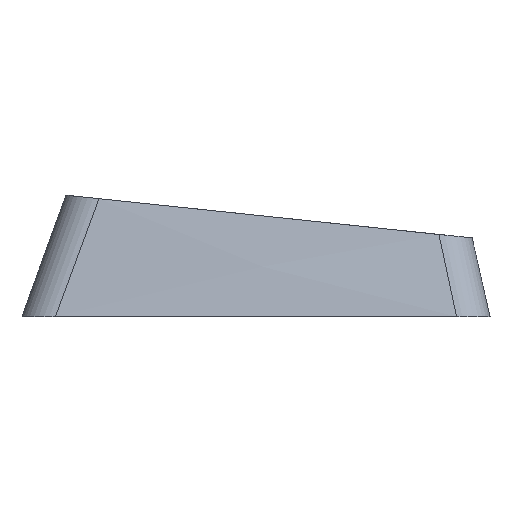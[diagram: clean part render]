
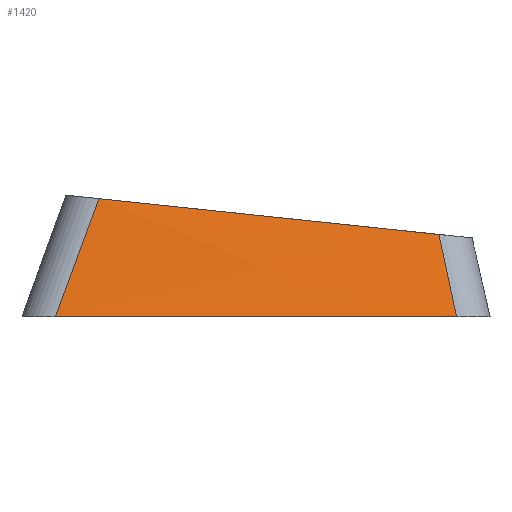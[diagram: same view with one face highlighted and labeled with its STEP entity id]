
A CAD part, left-side view. The second image highlights one B-rep face of the part: STEP entity #1420.
In plain terms, the highlighted free-form (B-spline) face has degree [1, 1] with [2, 2] control points.
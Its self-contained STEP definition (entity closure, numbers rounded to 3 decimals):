
#274 = EDGE_CURVE('',#275,#277,#279,.T.);
#275 = VERTEX_POINT('',#276);
#276 = CARTESIAN_POINT('',(-145.494,-49.241,22.172));
#277 = VERTEX_POINT('',#278);
#278 = CARTESIAN_POINT('',(-145.494,42.241,31.788));
#279 = LINE('',#280,#281);
#280 = CARTESIAN_POINT('',(-145.494,-3.5,26.98));
#281 = VECTOR('',#282,1.);
#282 = DIRECTION('',(0.,0.995,0.105));
#1420 = ADVANCED_FACE('',(#1421),#1444,.T.);
#1421 = FACE_BOUND('',#1422,.T.);
#1422 = EDGE_LOOP('',(#1423,#1433,#1438,#1439));
#1423 = ORIENTED_EDGE('',*,*,#1424,.F.);
#1424 = EDGE_CURVE('',#1425,#1427,#1429,.T.);
#1425 = VERTEX_POINT('',#1426);
#1426 = CARTESIAN_POINT('',(-152.994,-53.993,0.));
#1427 = VERTEX_POINT('',#1428);
#1428 = CARTESIAN_POINT('',(-152.994,53.993,0.));
#1429 = LINE('',#1430,#1431);
#1430 = CARTESIAN_POINT('',(-152.994,0.,0.));
#1431 = VECTOR('',#1432,1.);
#1432 = DIRECTION('',(0.,1.,0.));
#1433 = ORIENTED_EDGE('',*,*,#1434,.T.);
#1434 = EDGE_CURVE('',#1425,#275,#1435,.T.);
#1435 = B_SPLINE_CURVE_WITH_KNOTS('',1,(#1436,#1437),.UNSPECIFIED.,.F.,
  .F.,(2,2),(0.,1.),.PIECEWISE_BEZIER_KNOTS.);
#1436 = CARTESIAN_POINT('',(-152.994,-53.993,0.));
#1437 = CARTESIAN_POINT('',(-145.494,-49.241,22.172));
#1438 = ORIENTED_EDGE('',*,*,#274,.T.);
#1439 = ORIENTED_EDGE('',*,*,#1440,.F.);
#1440 = EDGE_CURVE('',#1427,#277,#1441,.T.);
#1441 = B_SPLINE_CURVE_WITH_KNOTS('',1,(#1442,#1443),.UNSPECIFIED.,.F.,
  .F.,(2,2),(0.,1.),.PIECEWISE_BEZIER_KNOTS.);
#1442 = CARTESIAN_POINT('',(-152.994,53.993,0.));
#1443 = CARTESIAN_POINT('',(-145.494,42.241,31.788));
#1444 = B_SPLINE_SURFACE_WITH_KNOTS('',1,1,(
    (#1445,#1446)
    ,(#1447,#1448
    )),.UNSPECIFIED.,.F.,.F.,.F.,(2,2),(2,2),(-53.993,53.993),(0.,1.),
  .PIECEWISE_BEZIER_KNOTS.);
#1445 = CARTESIAN_POINT('',(-152.994,53.993,0.));
#1446 = CARTESIAN_POINT('',(-145.494,42.241,31.788));
#1447 = CARTESIAN_POINT('',(-152.994,-53.993,0.));
#1448 = CARTESIAN_POINT('',(-145.494,-49.241,22.172));
